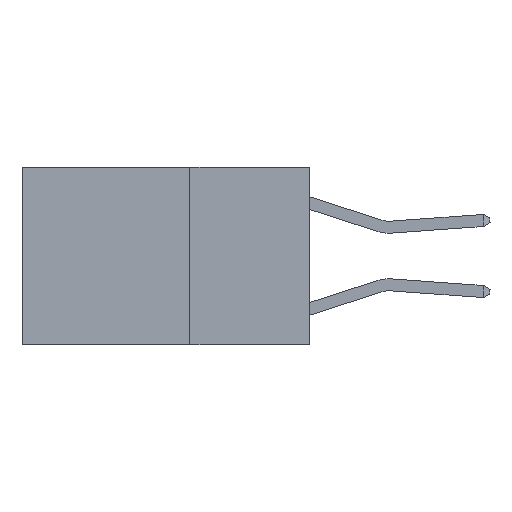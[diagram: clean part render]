
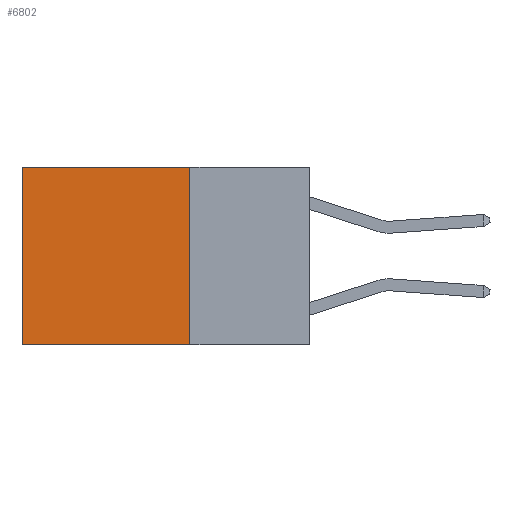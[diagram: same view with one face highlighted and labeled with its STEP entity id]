
A CAD part, left-side view. The second image highlights one B-rep face of the part: STEP entity #6802.
In plain terms, the highlighted planar face has unit normal (-1, 0, 0).
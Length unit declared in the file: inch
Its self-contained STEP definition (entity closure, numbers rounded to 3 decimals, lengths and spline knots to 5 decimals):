
#573 = EDGE_CURVE ( 'NONE', #23455, #4764, #20080, .T. ) ;
#1308 = LINE ( 'NONE', #12907, #24442 ) ;
#1441 = ORIENTED_EDGE ( 'NONE', *, *, #19999, .T. ) ;
#4764 = VERTEX_POINT ( 'NONE', #13288 ) ;
#4810 = DIRECTION ( 'NONE',  ( 1., 0., 0. ) ) ;
#6086 = EDGE_CURVE ( 'NONE', #4764, #18299, #19176, .T. ) ;
#6433 = DIRECTION ( 'NONE',  ( 0., 0., -1. ) ) ;
#6802 = ADVANCED_FACE ( 'NONE', ( #14134 ), #7048, .F. ) ;
#7048 = PLANE ( 'NONE',  #26855 ) ;
#9523 = CARTESIAN_POINT ( 'NONE',  ( 0.2625, 0.6, 0. ) ) ;
#10752 = VECTOR ( 'NONE', #18723, 39.37008 ) ;
#10987 = ORIENTED_EDGE ( 'NONE', *, *, #573, .F. ) ;
#12022 = CARTESIAN_POINT ( 'NONE',  ( 0.2625, 0.25, 0. ) ) ;
#12372 = ORIENTED_EDGE ( 'NONE', *, *, #6086, .F. ) ;
#12531 = ORIENTED_EDGE ( 'NONE', *, *, #25037, .T. ) ;
#12907 = CARTESIAN_POINT ( 'NONE',  ( 0.2625, 0.25, 0. ) ) ;
#13288 = CARTESIAN_POINT ( 'NONE',  ( 0.2625, 0.25, -0.37 ) ) ;
#14134 = FACE_OUTER_BOUND ( 'NONE', #21897, .T. ) ;
#15961 = DIRECTION ( 'NONE',  ( 0., 0., -1. ) ) ;
#18200 = CARTESIAN_POINT ( 'NONE',  ( 0.2625, 0.6, 0. ) ) ;
#18299 = VERTEX_POINT ( 'NONE', #21728 ) ;
#18431 = LINE ( 'NONE', #9523, #21887 ) ;
#18723 = DIRECTION ( 'NONE',  ( 0., 0., -1. ) ) ;
#19176 = LINE ( 'NONE', #22002, #21367 ) ;
#19473 = DIRECTION ( 'NONE',  ( 0., 1., 0. ) ) ;
#19999 = EDGE_CURVE ( 'NONE', #23293, #18299, #18431, .T. ) ;
#20080 = LINE ( 'NONE', #24727, #10752 ) ;
#21168 = CARTESIAN_POINT ( 'NONE',  ( 0.2625, 0.25, 0. ) ) ;
#21367 = VECTOR ( 'NONE', #19473, 39.37008 ) ;
#21728 = CARTESIAN_POINT ( 'NONE',  ( 0.2625, 0.6, -0.37 ) ) ;
#21887 = VECTOR ( 'NONE', #6433, 39.37008 ) ;
#21897 = EDGE_LOOP ( 'NONE', ( #1441, #12372, #10987, #12531 ) ) ;
#22002 = CARTESIAN_POINT ( 'NONE',  ( 0.2625, 0.25, -0.37 ) ) ;
#23293 = VERTEX_POINT ( 'NONE', #18200 ) ;
#23455 = VERTEX_POINT ( 'NONE', #21168 ) ;
#24442 = VECTOR ( 'NONE', #24481, 39.37008 ) ;
#24481 = DIRECTION ( 'NONE',  ( 0., 1., 0. ) ) ;
#24727 = CARTESIAN_POINT ( 'NONE',  ( 0.2625, 0.25, 0. ) ) ;
#25037 = EDGE_CURVE ( 'NONE', #23455, #23293, #1308, .T. ) ;
#26855 = AXIS2_PLACEMENT_3D ( 'NONE', #12022, #4810, #15961 ) ;
